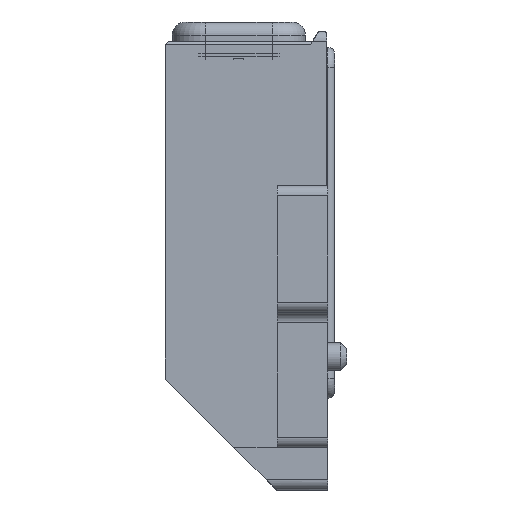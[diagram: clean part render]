
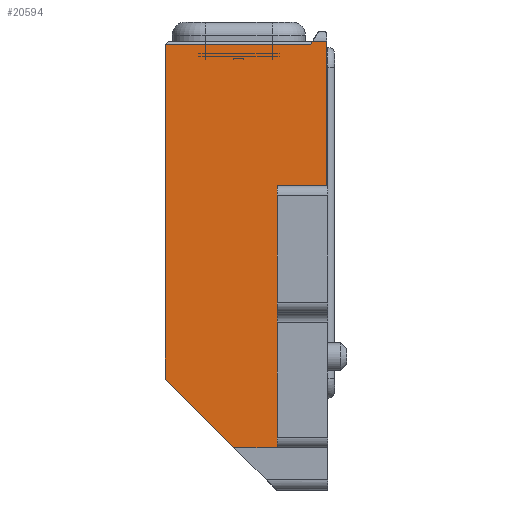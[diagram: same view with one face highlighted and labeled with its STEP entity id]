
A CAD part, left-side view. The second image highlights one B-rep face of the part: STEP entity #20594.
In plain terms, the highlighted planar face has unit normal (-1, 0, 0).
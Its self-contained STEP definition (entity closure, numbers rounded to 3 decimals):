
#349 = EDGE_CURVE ( 'NONE', #17927, #10549, #24220, .T. ) ;
#619 = VERTEX_POINT ( 'NONE', #24776 ) ;
#637 = CARTESIAN_POINT ( 'NONE',  ( -40.175, 4., -9.125 ) ) ;
#1095 = VECTOR ( 'NONE', #17923, 1000. ) ;
#1119 = CARTESIAN_POINT ( 'NONE',  ( -40.175, 0.6, -12.525 ) ) ;
#2492 = FACE_OUTER_BOUND ( 'NONE', #22009, .T. ) ;
#2566 = CARTESIAN_POINT ( 'NONE',  ( -40.175, -1.55, -12.525 ) ) ;
#3227 = CARTESIAN_POINT ( 'NONE',  ( -40.175, -4., 7.625 ) ) ;
#3296 = ORIENTED_EDGE ( 'NONE', *, *, #22409, .T. ) ;
#4049 = ORIENTED_EDGE ( 'NONE', *, *, #24419, .F. ) ;
#4248 = CARTESIAN_POINT ( 'NONE',  ( -40.175, -3.3, 7.625 ) ) ;
#4900 = ORIENTED_EDGE ( 'NONE', *, *, #13889, .F. ) ;
#5060 = DIRECTION ( 'NONE',  ( 0., 0., -1. ) ) ;
#5528 = AXIS2_PLACEMENT_3D ( 'NONE', #10470, #8541, #12347 ) ;
#7126 = CARTESIAN_POINT ( 'NONE',  ( -40.175, -3.8, -1.325 ) ) ;
#7636 = VERTEX_POINT ( 'NONE', #7126 ) ;
#7717 = VECTOR ( 'NONE', #18719, 1000. ) ;
#8289 = PLANE ( 'NONE',  #5528 ) ;
#8541 = DIRECTION ( 'NONE',  ( 1., 0., 0. ) ) ;
#8635 = VERTEX_POINT ( 'NONE', #4248 ) ;
#9147 = LINE ( 'NONE', #3227, #11998 ) ;
#9319 = CARTESIAN_POINT ( 'NONE',  ( -40.175, -3.3, 7.625 ) ) ;
#9933 = VERTEX_POINT ( 'NONE', #11861 ) ;
#10413 = VECTOR ( 'NONE', #24611, 1000. ) ;
#10470 = CARTESIAN_POINT ( 'NONE',  ( -40.175, -4., 7.625 ) ) ;
#10549 = VERTEX_POINT ( 'NONE', #13324 ) ;
#10668 = ORIENTED_EDGE ( 'NONE', *, *, #23428, .T. ) ;
#11861 = CARTESIAN_POINT ( 'NONE',  ( -40.175, -3.205, 7.475 ) ) ;
#11893 = VECTOR ( 'NONE', #20011, 1000. ) ;
#11920 = ORIENTED_EDGE ( 'NONE', *, *, #21044, .T. ) ;
#11998 = VECTOR ( 'NONE', #5060, 1000. ) ;
#12078 = ORIENTED_EDGE ( 'NONE', *, *, #23911, .T. ) ;
#12347 = DIRECTION ( 'NONE',  ( 0., 1., 0. ) ) ;
#12761 = LINE ( 'NONE', #14930, #7717 ) ;
#13058 = LINE ( 'NONE', #14462, #17803 ) ;
#13102 = ORIENTED_EDGE ( 'NONE', *, *, #15426, .F. ) ;
#13324 = CARTESIAN_POINT ( 'NONE',  ( -40.175, -1.55, -2.471 ) ) ;
#13646 = CARTESIAN_POINT ( 'NONE',  ( -40.175, -3., 7.625 ) ) ;
#13889 = EDGE_CURVE ( 'NONE', #8635, #18022, #22530, .T. ) ;
#14361 = VERTEX_POINT ( 'NONE', #1119 ) ;
#14462 = CARTESIAN_POINT ( 'NONE',  ( -40.175, -3.8, -1.325 ) ) ;
#14930 = CARTESIAN_POINT ( 'NONE',  ( -40.175, -4., 7.475 ) ) ;
#15192 = EDGE_CURVE ( 'NONE', #18469, #22540, #19252, .T. ) ;
#15426 = EDGE_CURVE ( 'NONE', #18022, #619, #9147, .T. ) ;
#15438 = ORIENTED_EDGE ( 'NONE', *, *, #349, .T. ) ;
#15532 = ORIENTED_EDGE ( 'NONE', *, *, #23749, .F. ) ;
#16214 = CARTESIAN_POINT ( 'NONE',  ( -40.175, 4., 7.625 ) ) ;
#16594 = VECTOR ( 'NONE', #19124, 1000. ) ;
#16815 = CARTESIAN_POINT ( 'NONE',  ( -40.175, 4., -9.125 ) ) ;
#17282 = LINE ( 'NONE', #24246, #25786 ) ;
#17803 = VECTOR ( 'NONE', #20472, 1000. ) ;
#17896 = CARTESIAN_POINT ( 'NONE',  ( -40.175, -1.55, 0.475 ) ) ;
#17923 = DIRECTION ( 'NONE',  ( 0., 1., 0. ) ) ;
#17927 = VERTEX_POINT ( 'NONE', #2566 ) ;
#18022 = VERTEX_POINT ( 'NONE', #22040 ) ;
#18469 = VERTEX_POINT ( 'NONE', #637 ) ;
#18719 = DIRECTION ( 'NONE',  ( 0., 1., 0. ) ) ;
#19124 = DIRECTION ( 'NONE',  ( 0., 0.536, -0.844 ) ) ;
#19252 = LINE ( 'NONE', #16214, #10413 ) ;
#19629 = LINE ( 'NONE', #16815, #24088 ) ;
#20011 = DIRECTION ( 'NONE',  ( 0., 0., 1. ) ) ;
#20472 = DIRECTION ( 'NONE',  ( 0., -1., 0. ) ) ;
#20594 = ADVANCED_FACE ( 'NONE', ( #2492 ), #8289, .F. ) ;
#20913 = VECTOR ( 'NONE', #23629, 1000. ) ;
#21011 = LINE ( 'NONE', #9319, #16594 ) ;
#21044 = EDGE_CURVE ( 'NONE', #10549, #7636, #17282, .T. ) ;
#22009 = EDGE_LOOP ( 'NONE', ( #4900, #3296, #10668, #23619, #4049, #15532, #15438, #11920, #12078, #13102 ) ) ;
#22040 = CARTESIAN_POINT ( 'NONE',  ( -40.175, -4., 7.625 ) ) ;
#22409 = EDGE_CURVE ( 'NONE', #8635, #9933, #21011, .T. ) ;
#22530 = LINE ( 'NONE', #13646, #20913 ) ;
#22540 = VERTEX_POINT ( 'NONE', #25748 ) ;
#22831 = DIRECTION ( 'NONE',  ( 0., 0.707, 0.707 ) ) ;
#23428 = EDGE_CURVE ( 'NONE', #9933, #22540, #12761, .T. ) ;
#23619 = ORIENTED_EDGE ( 'NONE', *, *, #15192, .F. ) ;
#23629 = DIRECTION ( 'NONE',  ( 0., -1., 0. ) ) ;
#23749 = EDGE_CURVE ( 'NONE', #17927, #14361, #23804, .T. ) ;
#23804 = LINE ( 'NONE', #26033, #1095 ) ;
#23911 = EDGE_CURVE ( 'NONE', #7636, #619, #13058, .T. ) ;
#24082 = DIRECTION ( 'NONE',  ( 0., -0.891, 0.454 ) ) ;
#24088 = VECTOR ( 'NONE', #22831, 1000. ) ;
#24220 = LINE ( 'NONE', #17896, #11893 ) ;
#24246 = CARTESIAN_POINT ( 'NONE',  ( -40.175, -3.8, -1.325 ) ) ;
#24419 = EDGE_CURVE ( 'NONE', #14361, #18469, #19629, .T. ) ;
#24611 = DIRECTION ( 'NONE',  ( 0., 0., 1. ) ) ;
#24776 = CARTESIAN_POINT ( 'NONE',  ( -40.175, -4., -1.325 ) ) ;
#25748 = CARTESIAN_POINT ( 'NONE',  ( -40.175, 4., 7.475 ) ) ;
#25786 = VECTOR ( 'NONE', #24082, 1000. ) ;
#26033 = CARTESIAN_POINT ( 'NONE',  ( -40.175, 0.6, -12.525 ) ) ;
